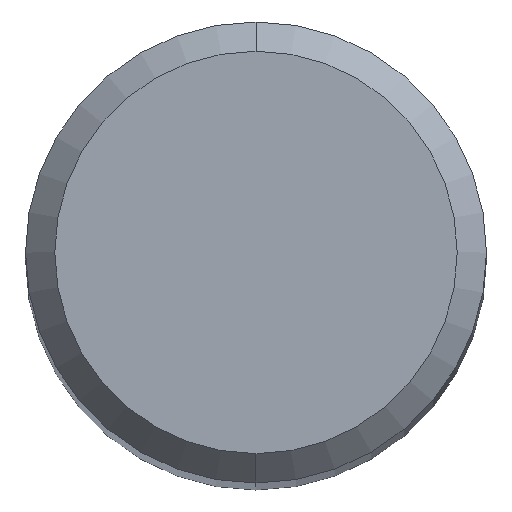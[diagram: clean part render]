
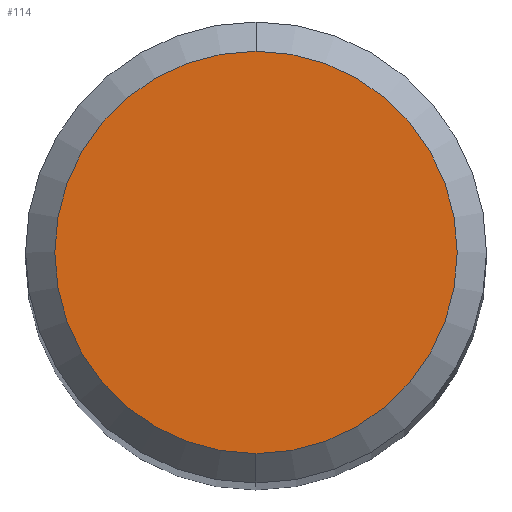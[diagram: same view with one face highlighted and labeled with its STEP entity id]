
A CAD part, top view. The second image highlights one B-rep face of the part: STEP entity #114.
In plain terms, the highlighted planar face has unit normal (0, 0, 1).
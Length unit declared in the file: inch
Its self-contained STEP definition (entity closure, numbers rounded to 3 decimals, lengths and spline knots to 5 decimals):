
#14 = PLANE ( 'NONE',  #425 ) ;
#15 = CARTESIAN_POINT ( 'NONE',  ( 0., 0., 0. ) ) ;
#40 = VERTEX_POINT ( 'NONE', #184 ) ;
#52 = DIRECTION ( 'NONE',  ( 0., 0., 1. ) ) ;
#70 = AXIS2_PLACEMENT_3D ( 'NONE', #224, #338, #383 ) ;
#97 = CIRCLE ( 'NONE', #70, 0.1031 ) ;
#102 = EDGE_CURVE ( 'NONE', #117, #40, #97, .T. ) ;
#114 = ADVANCED_FACE ( 'NONE', ( #182 ), #14, .F. ) ;
#117 = VERTEX_POINT ( 'NONE', #462 ) ;
#132 = ORIENTED_EDGE ( 'NONE', *, *, #472, .T. ) ;
#182 = FACE_OUTER_BOUND ( 'NONE', #200, .T. ) ;
#184 = CARTESIAN_POINT ( 'NONE',  ( 0., 0.1031, 0. ) ) ;
#187 = CARTESIAN_POINT ( 'NONE',  ( 0., 0.1031, 0. ) ) ;
#195 = ORIENTED_EDGE ( 'NONE', *, *, #102, .T. ) ;
#200 = EDGE_LOOP ( 'NONE', ( #132, #195 ) ) ;
#224 = CARTESIAN_POINT ( 'NONE',  ( 0., 0., 0. ) ) ;
#283 = AXIS2_PLACEMENT_3D ( 'NONE', #15, #52, #459 ) ;
#303 = DIRECTION ( 'NONE',  ( 0., 0., -1. ) ) ;
#338 = DIRECTION ( 'NONE',  ( 0., 0., 1. ) ) ;
#383 = DIRECTION ( 'NONE',  ( 0., -1., 0. ) ) ;
#425 = AXIS2_PLACEMENT_3D ( 'NONE', #187, #303, #458 ) ;
#458 = DIRECTION ( 'NONE',  ( 0., 1., 0. ) ) ;
#459 = DIRECTION ( 'NONE',  ( 0., -1., 0. ) ) ;
#462 = CARTESIAN_POINT ( 'NONE',  ( 0., -0.1031, 0. ) ) ;
#472 = EDGE_CURVE ( 'NONE', #40, #117, #505, .T. ) ;
#505 = CIRCLE ( 'NONE', #283, 0.1031 ) ;
